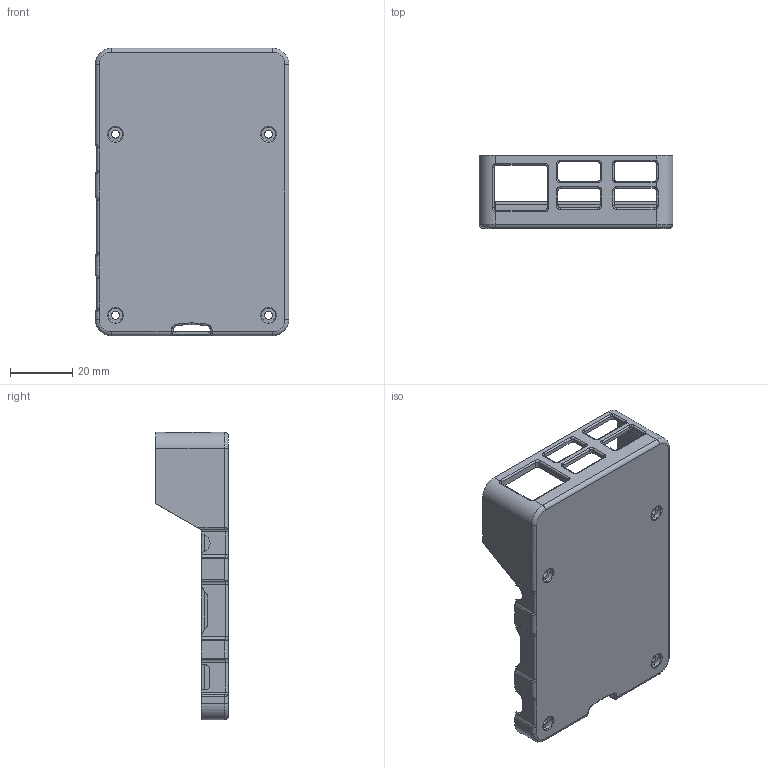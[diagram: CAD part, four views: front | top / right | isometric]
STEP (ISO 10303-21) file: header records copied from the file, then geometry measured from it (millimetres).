
FILE_DESCRIPTION (( 'STEP AP203' ), '1' );
FILE_NAME ('RPI B+ Case Bottom.STEP', '2017-06-26T18:01:06', ( '' ), ( '' ), 'SwSTEP 2.0', 'SolidWorks 2017', '' );
FILE_SCHEMA (( 'CONFIG_CONTROL_DESIGN' ));
Length unit declared in the file: inch
Products named in the file (1): RPI B+ Case Bottom
Bounding box: 62.06 x 23.24 x 92.08 mm (x, y, z)
Volume: 17060 mm3; surface area: 18104.9 mm2
Topology: 1 solids, 1 shells, 340 faces, 860 edges, 518 vertices
Faces by surface type: cylinder 141, plane 97, torus 66, bspline 26, sphere 6, cone 4
Entity records: 11232 total; most frequent: CARTESIAN_POINT 2964, DIRECTION 1799, ORIENTED_EDGE 1708, EDGE_CURVE 854, AXIS2_PLACEMENT_3D 705, VERTEX_POINT 518, CIRCLE 390, VECTOR 389
